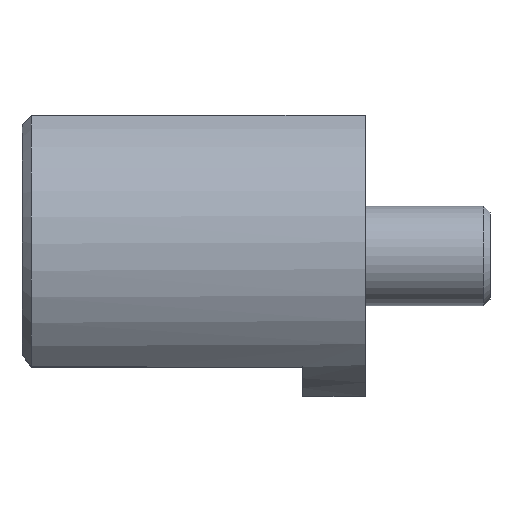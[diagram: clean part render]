
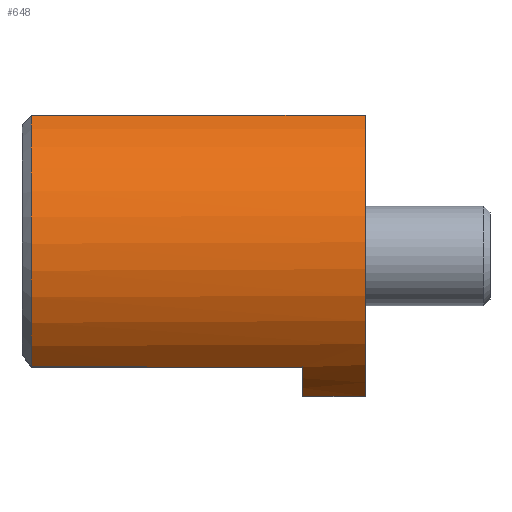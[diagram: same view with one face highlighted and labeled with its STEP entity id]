
A CAD part, top view. The second image highlights one B-rep face of the part: STEP entity #648.
In plain terms, the highlighted cylindrical face has radius 25 mm (diameter 50 mm), a partial arc.
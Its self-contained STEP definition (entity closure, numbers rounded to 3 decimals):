
#401=CARTESIAN_POINT('',(-73.5,22.5,10.897));
#402=VERTEX_POINT('',#401);
#471=CARTESIAN_POINT('',(-20.0,22.5,10.897));
#472=VERTEX_POINT('',#471);
#473=CARTESIAN_POINT('',(-20.0,22.5,10.897));
#474=DIRECTION('',(-1.0,0.0,0.0));
#475=VECTOR('',#474,53.5);
#476=LINE('',#473,#475);
#477=EDGE_CURVE('',#472,#402,#476,.T.);
#511=CARTESIAN_POINT('',(-20.0,-22.5,10.897));
#512=VERTEX_POINT('',#511);
#519=CARTESIAN_POINT('',(-30.0,-22.5,10.897));
#520=VERTEX_POINT('',#519);
#521=CARTESIAN_POINT('',(-30.0,-22.5,10.897));
#522=DIRECTION('',(1.0,0.0,0.0));
#523=VECTOR('',#522,10.0);
#524=LINE('',#521,#523);
#525=EDGE_CURVE('',#520,#512,#524,.T.);
#550=CARTESIAN_POINT('',(-20.0,0.0,0.0));
#551=DIRECTION('',(1.0,0.0,0.0));
#552=DIRECTION('',(0.0,1.0,0.0));
#553=AXIS2_PLACEMENT_3D('',#550,#551,#552);
#554=CIRCLE('',#553,25.0);
#555=EDGE_CURVE('',#472,#512,#554,.T.);
#597=CARTESIAN_POINT('',(-47.5,0.0,0.0));
#598=DIRECTION('',(1.0,0.0,0.0));
#599=DIRECTION('',(0.0,1.0,0.0));
#600=AXIS2_PLACEMENT_3D('',#597,#598,#599);
#601=CYLINDRICAL_SURFACE('',#600,25.0);
#602=ORIENTED_EDGE('',*,*,#525,.T.);
#603=ORIENTED_EDGE('',*,*,#555,.F.);
#604=ORIENTED_EDGE('',*,*,#477,.T.);
#605=CARTESIAN_POINT('',(-73.5,-17.79,17.565));
#606=VERTEX_POINT('',#605);
#607=CARTESIAN_POINT('',(-73.5,0.0,0.0));
#608=DIRECTION('',(-1.0,0.0,0.0));
#609=DIRECTION('',(0.0,1.0,0.0));
#610=AXIS2_PLACEMENT_3D('',#607,#608,#609);
#611=CIRCLE('',#610,25.0);
#612=EDGE_CURVE('',#606,#402,#611,.T.);
#613=ORIENTED_EDGE('',*,*,#612,.F.);
#614=CARTESIAN_POINT('',(-55.0,-17.79,17.565));
#615=VERTEX_POINT('',#614);
#616=CARTESIAN_POINT('',(-73.5,-17.79,17.565));
#617=DIRECTION('',(1.0,0.0,0.0));
#618=VECTOR('',#617,18.5);
#619=LINE('',#616,#618);
#620=EDGE_CURVE('',#606,#615,#619,.T.);
#621=ORIENTED_EDGE('',*,*,#620,.T.);
#622=CARTESIAN_POINT('',(-55.0,-17.854,17.5));
#623=VERTEX_POINT('',#622);
#624=CARTESIAN_POINT('',(-55.0,0.0,0.0));
#625=DIRECTION('',(1.0,0.0,0.0));
#626=DIRECTION('',(0.0,1.0,0.0));
#627=AXIS2_PLACEMENT_3D('',#624,#625,#626);
#628=CIRCLE('',#627,25.0);
#629=EDGE_CURVE('',#615,#623,#628,.T.);
#630=ORIENTED_EDGE('',*,*,#629,.T.);
#631=CARTESIAN_POINT('',(-30.0,-17.854,17.5));
#632=VERTEX_POINT('',#631);
#633=CARTESIAN_POINT('',(-55.0,-17.854,17.5));
#634=DIRECTION('',(1.0,0.0,0.0));
#635=VECTOR('',#634,25.0);
#636=LINE('',#633,#635);
#637=EDGE_CURVE('',#623,#632,#636,.T.);
#638=ORIENTED_EDGE('',*,*,#637,.T.);
#639=CARTESIAN_POINT('',(-30.0,0.0,0.0));
#640=DIRECTION('',(1.0,0.0,0.0));
#641=DIRECTION('',(0.0,1.0,0.0));
#642=AXIS2_PLACEMENT_3D('',#639,#640,#641);
#643=CIRCLE('',#642,25.0);
#644=EDGE_CURVE('',#632,#520,#643,.T.);
#645=ORIENTED_EDGE('',*,*,#644,.T.);
#646=EDGE_LOOP('',(#602,#603,#604,#613,#621,#630,#638,#645));
#647=FACE_OUTER_BOUND('',#646,.T.);
#648=ADVANCED_FACE('',(#647),#601,.T.);
